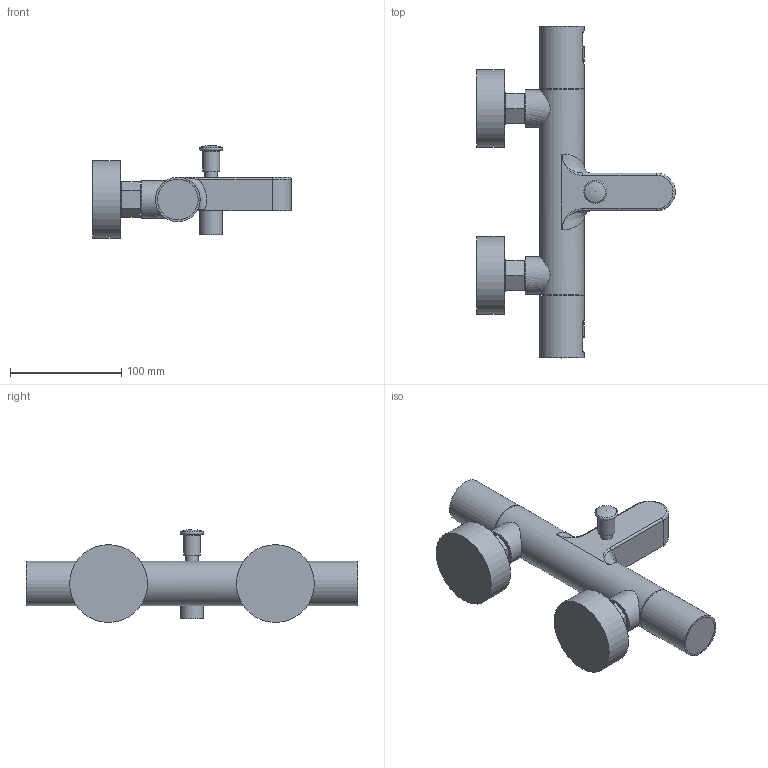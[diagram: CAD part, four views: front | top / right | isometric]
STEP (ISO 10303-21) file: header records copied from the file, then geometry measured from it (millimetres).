
FILE_DESCRIPTION(/* description */ ('Unknown'),/* implementation_level */ '2;1');
FILE_NAME(/* name */ '34337000',/* time_stamp */ '2022-09-09T12:24:48+02:00',/* author */ ('Unknown'),/* organization */ ('GROHE AG'),/* preprocessor_version */ 'ST-DEVELOPER v16.7',/* originating_system */ 'DEX',/* authorisation */ $);
FILE_SCHEMA (('AUTOMOTIVE_DESIGN {1 0 10303 214 3 1 1}'));
Length unit declared in the file: millimetre
Products named in the file (10): 34337000; 34337000_0; id77; 081107 GTM1000C Handles Update02; 40.1203.0 Dummy f黵 Kunde; 50.9697.1_Standard; 50.9702.1_Standard; A4285913_DIY_THM_Griff_Body_090831; rail_sur
Assembly tree (9 placements, depth 2):
  34337000
    34337000
    34337000_0
    id77
    081107 GTM1000C Handles Update02
    40.1203.0 Dummy f黵 Kunde
    50.9697.1_Standard
    50.9702.1_Standard
    A4285913_DIY_THM_Griff_Body_090831
    rail_sur
Bounding box: 178.46 x 298.42 x 83.59 mm (x, y, z)
Volume: 194876 mm3; surface area: 97198.5 mm2
Topology: 2 solids, 23 shells, 106 faces, 315 edges, 228 vertices
Faces by surface type: bspline 46, plane 31, cylinder 21, sphere 4, torus 2, cone 2
Full cylindrical faces by diameter (mm): 11.2 x1, 15.196 x1, 19.634 x1, 20.5 x1, 20.9 x2, 24 x1, 35 x1, 36 x1, 40 x3, 70 x2
Entity records: 7976 total; most frequent: CARTESIAN_POINT 5256, ORIENTED_EDGE 446, EDGE_CURVE 276, DIRECTION 271, VERTEX_POINT 217, B_SPLINE_CURVE_WITH_KNOTS 188, EDGE_LOOP 137, FACE_BOUND 137
